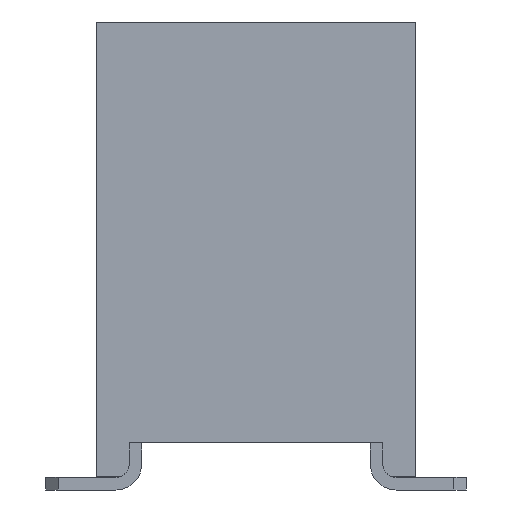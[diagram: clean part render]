
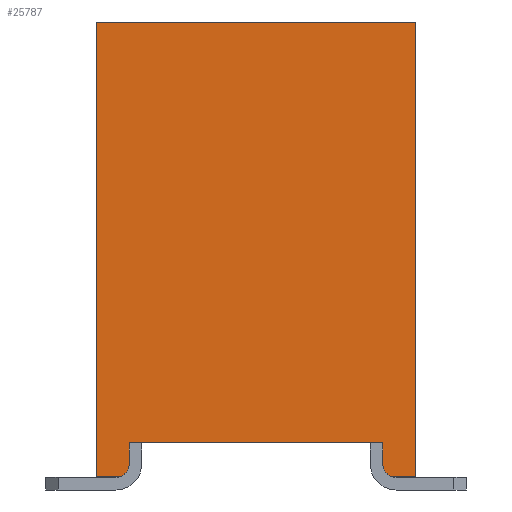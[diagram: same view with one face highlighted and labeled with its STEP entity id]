
A CAD part, left-side view. The second image highlights one B-rep face of the part: STEP entity #25787.
In plain terms, the highlighted planar face has unit normal (-1, 0, 0).
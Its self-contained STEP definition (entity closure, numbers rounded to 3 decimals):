
#312=CIRCLE('',#27417,0.2);
#314=CIRCLE('',#27420,0.2);
#2442=ORIENTED_EDGE('',*,*,#9600,.F.);
#2443=ORIENTED_EDGE('',*,*,#10064,.T.);
#2444=ORIENTED_EDGE('',*,*,#10065,.T.);
#2445=ORIENTED_EDGE('',*,*,#10066,.T.);
#2446=ORIENTED_EDGE('',*,*,#10067,.T.);
#2447=ORIENTED_EDGE('',*,*,#10061,.T.);
#2448=ORIENTED_EDGE('',*,*,#9594,.F.);
#2449=ORIENTED_EDGE('',*,*,#9605,.T.);
#2450=ORIENTED_EDGE('',*,*,#10068,.T.);
#2451=ORIENTED_EDGE('',*,*,#9602,.F.);
#9594=EDGE_CURVE('',#13548,#13549,#16088,.T.);
#9600=EDGE_CURVE('',#13554,#13555,#16094,.T.);
#9602=EDGE_CURVE('',#13555,#13556,#16096,.T.);
#9605=EDGE_CURVE('',#13548,#13558,#16099,.T.);
#10061=EDGE_CURVE('',#13846,#13549,#312,.T.);
#10064=EDGE_CURVE('',#13554,#13848,#314,.T.);
#10065=EDGE_CURVE('',#13848,#13849,#16556,.T.);
#10066=EDGE_CURVE('',#13849,#13850,#16557,.T.);
#10067=EDGE_CURVE('',#13850,#13846,#16558,.T.);
#10068=EDGE_CURVE('',#13558,#13556,#16559,.T.);
#13548=VERTEX_POINT('',#37002);
#13549=VERTEX_POINT('',#37003);
#13554=VERTEX_POINT('',#37014);
#13555=VERTEX_POINT('',#37016);
#13556=VERTEX_POINT('',#37020);
#13558=VERTEX_POINT('',#37026);
#13846=VERTEX_POINT('',#37947);
#13848=VERTEX_POINT('',#37953);
#13849=VERTEX_POINT('',#37955);
#13850=VERTEX_POINT('',#37957);
#16088=LINE('',#37001,#18886);
#16094=LINE('',#37015,#18892);
#16096=LINE('',#37019,#18894);
#16099=LINE('',#37025,#18897);
#16556=LINE('',#37954,#19354);
#16557=LINE('',#37956,#19355);
#16558=LINE('',#37958,#19356);
#16559=LINE('',#37959,#19357);
#18886=VECTOR('',#29561,1000.);
#18892=VECTOR('',#29569,1000.);
#18894=VECTOR('',#29573,1000.);
#18897=VECTOR('',#29578,1000.);
#19354=VECTOR('',#30397,1000.);
#19355=VECTOR('',#30398,1000.);
#19356=VECTOR('',#30399,1000.);
#19357=VECTOR('',#30400,1000.);
#21873=EDGE_LOOP('',(#2442,#2443,#2444,#2445,#2446,#2447,#2448,#2449,#2450,
#2451));
#23361=FACE_BOUND('',#21873,.T.);
#24840=PLANE('',#27419);
#25787=ADVANCED_FACE('',(#23361),#24840,.T.);
#27417=AXIS2_PLACEMENT_3D('',#37946,#30388,#30389);
#27419=AXIS2_PLACEMENT_3D('',#37951,#30393,#30394);
#27420=AXIS2_PLACEMENT_3D('',#37952,#30395,#30396);
#29561=DIRECTION('',(0.,1.,0.));
#29569=DIRECTION('',(0.,1.,0.));
#29573=DIRECTION('',(0.,0.,1.));
#29578=DIRECTION('',(0.,0.,1.));
#30388=DIRECTION('',(-1.,0.,0.));
#30389=DIRECTION('',(0.,0.,1.));
#30393=DIRECTION('',(-1.,0.,0.));
#30394=DIRECTION('',(0.,0.,1.));
#30395=DIRECTION('',(-1.,0.,0.));
#30396=DIRECTION('',(0.,0.,1.));
#30397=DIRECTION('',(0.,0.,1.));
#30398=DIRECTION('',(0.,-1.,0.));
#30399=DIRECTION('',(0.,0.,-1.));
#30400=DIRECTION('',(0.,1.,0.));
#37001=CARTESIAN_POINT('',(-11.68,-2.54,-3.62));
#37002=CARTESIAN_POINT('',(-11.68,-2.54,-3.62));
#37003=CARTESIAN_POINT('',(-11.68,-2.22,-3.62));
#37014=CARTESIAN_POINT('',(-11.68,2.22,-3.62));
#37015=CARTESIAN_POINT('',(-11.68,-2.54,-3.62));
#37016=CARTESIAN_POINT('',(-11.68,2.54,-3.62));
#37019=CARTESIAN_POINT('',(-11.68,2.54,-3.62));
#37020=CARTESIAN_POINT('',(-11.68,2.54,3.62));
#37025=CARTESIAN_POINT('',(-11.68,-2.54,-3.62));
#37026=CARTESIAN_POINT('',(-11.68,-2.54,3.62));
#37946=CARTESIAN_POINT('',(-11.68,-2.22,-3.42));
#37947=CARTESIAN_POINT('',(-11.68,-2.02,-3.42));
#37951=CARTESIAN_POINT('',(-11.68,-2.54,-3.62));
#37952=CARTESIAN_POINT('',(-11.68,2.22,-3.42));
#37953=CARTESIAN_POINT('',(-11.68,2.02,-3.42));
#37954=CARTESIAN_POINT('',(-11.68,2.02,-3.62));
#37955=CARTESIAN_POINT('',(-11.68,2.02,-3.08));
#37956=CARTESIAN_POINT('',(-11.68,-2.54,-3.08));
#37957=CARTESIAN_POINT('',(-11.68,-2.02,-3.08));
#37958=CARTESIAN_POINT('',(-11.68,-2.02,-3.62));
#37959=CARTESIAN_POINT('',(-11.68,-2.54,3.62));
